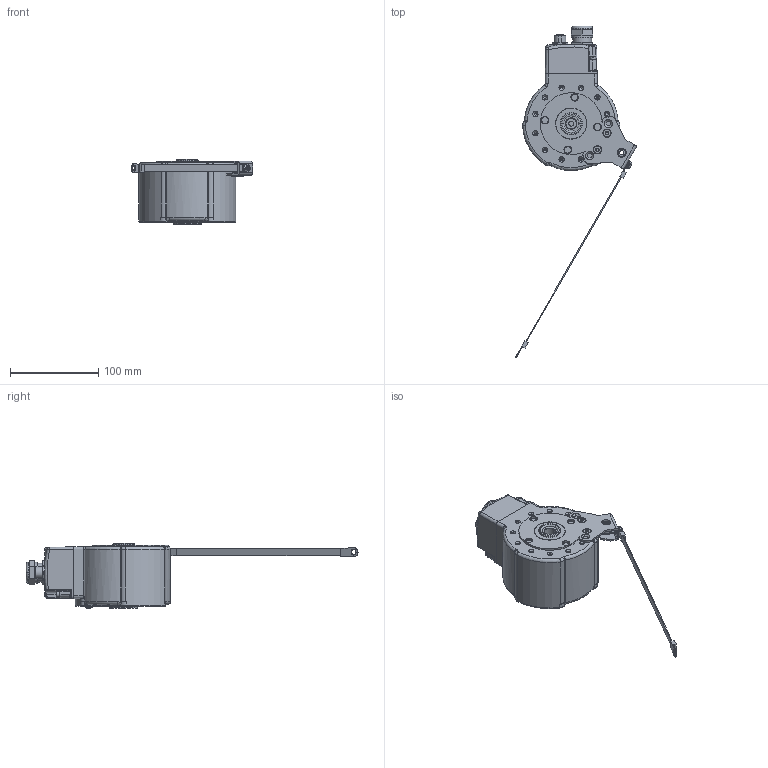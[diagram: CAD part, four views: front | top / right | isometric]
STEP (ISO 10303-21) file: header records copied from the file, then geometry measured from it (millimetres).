
FILE_DESCRIPTION((''),'2;1');
FILE_NAME('894248-K01_SW0002','2011-11-09T',('SE2994'),(''),'PRO/ENGINEER BY PARAMETRIC TECHNOLOGY CORPORATION, 2010180','PRO/ENGINEER BY PARAMETRIC TECHNOLOGY CORPORATION, 2010180','');
FILE_SCHEMA(('CONFIG_CONTROL_DESIGN','SHAPE_APPEARANCE_LAYERS_GROUPS'));
Length unit declared in the file: millimetre
Products named in the file (1): 894248-K01_SW0002
Bounding box: 137.57 x 375.78 x 73.8 mm (x, y, z)
Volume: 315066.1 mm3; surface area: 128381.6 mm2
Topology: 2 solids, 4 shells, 1246 faces, 2979 edges, 1840 vertices
Faces by surface type: cylinder 523, plane 374, cone 147, torus 123, bspline 50, sphere 26, extrusion 2, revolution 1
Entity records: 66325 total; most frequent: CARTESIAN_POINT 29525, DIRECTION 6606, ORIENTED_EDGE 5918, EDGE_CURVE 2959, AXIS2_PLACEMENT_3D 2765, VERTEX_POINT 1840, CIRCLE 1572, EDGE_LOOP 1389
